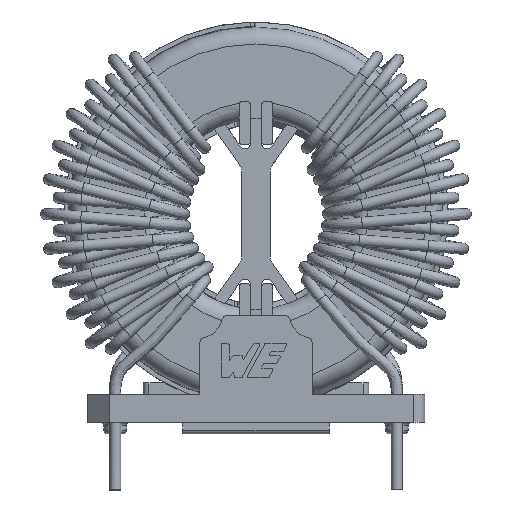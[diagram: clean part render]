
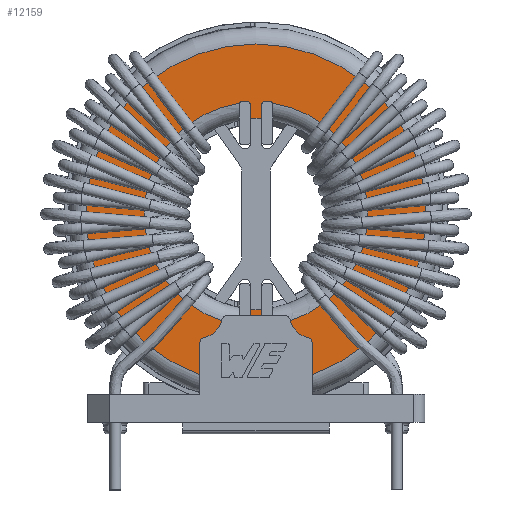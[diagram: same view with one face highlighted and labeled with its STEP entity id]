
A CAD part, left-side view. The second image highlights one B-rep face of the part: STEP entity #12159.
In plain terms, the highlighted face is planar.
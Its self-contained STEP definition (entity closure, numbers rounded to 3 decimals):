
#238=LINE('',#28562,#754);
#248=LINE('',#28600,#764);
#254=LINE('',#28621,#770);
#259=LINE('',#28646,#775);
#299=LINE('',#28850,#815);
#302=LINE('',#28858,#818);
#303=LINE('',#28863,#819);
#309=LINE('',#28873,#825);
#311=LINE('',#28876,#827);
#313=LINE('',#28882,#829);
#754=VECTOR('',#14896,1000.);
#764=VECTOR('',#14924,1000.);
#770=VECTOR('',#14944,1000.);
#775=VECTOR('',#14963,1000.);
#815=VECTOR('',#15087,1000.);
#818=VECTOR('',#15094,1000.);
#819=VECTOR('',#15099,1000.);
#825=VECTOR('',#15109,1000.);
#827=VECTOR('',#15113,1000.);
#829=VECTOR('',#15121,1000.);
#3483=ORIENTED_EDGE('',*,*,#4985,.F.);
#3484=ORIENTED_EDGE('',*,*,#4889,.T.);
#3485=ORIENTED_EDGE('',*,*,#4887,.F.);
#3486=ORIENTED_EDGE('',*,*,#4882,.T.);
#3487=ORIENTED_EDGE('',*,*,#4996,.T.);
#3488=ORIENTED_EDGE('',*,*,#4990,.T.);
#3489=ORIENTED_EDGE('',*,*,#4988,.F.);
#3490=ORIENTED_EDGE('',*,*,#4986,.T.);
#3491=ORIENTED_EDGE('',*,*,#4983,.F.);
#3492=ORIENTED_EDGE('',*,*,#4871,.T.);
#3493=ORIENTED_EDGE('',*,*,#4971,.F.);
#3494=ORIENTED_EDGE('',*,*,#4903,.T.);
#3495=ORIENTED_EDGE('',*,*,#4907,.F.);
#3496=ORIENTED_EDGE('',*,*,#4911,.T.);
#3497=ORIENTED_EDGE('',*,*,#4916,.T.);
#3498=ORIENTED_EDGE('',*,*,#4899,.T.);
#3499=ORIENTED_EDGE('',*,*,#4897,.F.);
#3500=ORIENTED_EDGE('',*,*,#4892,.T.);
#3501=ORIENTED_EDGE('',*,*,#4975,.F.);
#3502=ORIENTED_EDGE('',*,*,#4977,.T.);
#3503=ORIENTED_EDGE('',*,*,#5053,.T.);
#4871=EDGE_CURVE('',#5968,#5966,#238,.T.);
#4882=EDGE_CURVE('',#5978,#5976,#6604,.T.);
#4887=EDGE_CURVE('',#5978,#5982,#248,.T.);
#4889=EDGE_CURVE('',#5983,#5982,#6606,.T.);
#4892=EDGE_CURVE('',#5985,#5986,#6608,.T.);
#4897=EDGE_CURVE('',#5985,#5990,#254,.T.);
#4899=EDGE_CURVE('',#5991,#5990,#6610,.T.);
#4903=EDGE_CURVE('',#5994,#5995,#6612,.T.);
#4907=EDGE_CURVE('',#5998,#5995,#259,.T.);
#4911=EDGE_CURVE('',#5998,#6000,#6614,.T.);
#4916=EDGE_CURVE('',#6000,#5991,#6617,.T.);
#4971=EDGE_CURVE('',#5994,#5966,#299,.T.);
#4975=EDGE_CURVE('',#6041,#5986,#302,.T.);
#4977=EDGE_CURVE('',#6041,#6042,#303,.T.);
#4983=EDGE_CURVE('',#5968,#6045,#309,.T.);
#4985=EDGE_CURVE('',#5983,#6042,#311,.T.);
#4986=EDGE_CURVE('',#6046,#6045,#6637,.T.);
#4988=EDGE_CURVE('',#6046,#6047,#313,.T.);
#4990=EDGE_CURVE('',#6048,#6047,#6638,.T.);
#4996=EDGE_CURVE('',#5976,#6048,#6640,.T.);
#5053=EDGE_CURVE('',#6087,#6087,#6667,.T.);
#5966=VERTEX_POINT('',#28560);
#5968=VERTEX_POINT('',#28563);
#5976=VERTEX_POINT('',#28588);
#5978=VERTEX_POINT('',#28591);
#5982=VERTEX_POINT('',#28601);
#5983=VERTEX_POINT('',#28605);
#5985=VERTEX_POINT('',#28611);
#5986=VERTEX_POINT('',#28612);
#5990=VERTEX_POINT('',#28622);
#5991=VERTEX_POINT('',#28626);
#5994=VERTEX_POINT('',#28638);
#5995=VERTEX_POINT('',#28639);
#5998=VERTEX_POINT('',#28647);
#6000=VERTEX_POINT('',#28657);
#6041=VERTEX_POINT('',#28857);
#6042=VERTEX_POINT('',#28861);
#6045=VERTEX_POINT('',#28871);
#6046=VERTEX_POINT('',#28879);
#6047=VERTEX_POINT('',#28883);
#6048=VERTEX_POINT('',#28887);
#6087=VERTEX_POINT('',#29339);
#6604=CIRCLE('',#12982,0.3);
#6606=CIRCLE('',#12986,0.3);
#6608=CIRCLE('',#12989,0.3);
#6610=CIRCLE('',#12993,0.3);
#6612=CIRCLE('',#12996,0.3);
#6614=CIRCLE('',#13000,0.3);
#6617=CIRCLE('',#13004,9.95);
#6637=CIRCLE('',#13049,0.3);
#6638=CIRCLE('',#13052,0.3);
#6640=CIRCLE('',#13055,9.95);
#6667=CIRCLE('',#13112,15.1);
#7702=EDGE_LOOP('',(#3483,#3484,#3485,#3486,#3487,#3488,#3489,#3490,#3491,
#3492,#3493,#3494,#3495,#3496,#3497,#3498,#3499,#3500,#3501,#3502));
#7703=EDGE_LOOP('',(#3503));
#8776=FACE_BOUND('',#7702,.T.);
#8777=FACE_BOUND('',#7703,.T.);
#9035=PLANE('',#13113);
#12159=ADVANCED_FACE('',(#8776,#8777),#9035,.F.);
#12982=AXIS2_PLACEMENT_3D('',#28590,#14915,#14916);
#12986=AXIS2_PLACEMENT_3D('',#28604,#14928,#14929);
#12989=AXIS2_PLACEMENT_3D('',#28610,#14935,#14936);
#12993=AXIS2_PLACEMENT_3D('',#28625,#14948,#14949);
#12996=AXIS2_PLACEMENT_3D('',#28637,#14955,#14956);
#13000=AXIS2_PLACEMENT_3D('',#28659,#14968,#14969);
#13004=AXIS2_PLACEMENT_3D('',#28705,#14977,#14978);
#13049=AXIS2_PLACEMENT_3D('',#28878,#15116,#15117);
#13052=AXIS2_PLACEMENT_3D('',#28886,#15125,#15126);
#13055=AXIS2_PLACEMENT_3D('',#28975,#15132,#15133);
#13112=AXIS2_PLACEMENT_3D('',#29338,#15266,#15267);
#13113=AXIS2_PLACEMENT_3D('',#29340,#15268,#15269);
#14896=DIRECTION('',(-1.,0.,0.));
#14915=DIRECTION('',(0.,0.,-1.));
#14916=DIRECTION('',(0.,1.,0.));
#14924=DIRECTION('',(-1.,0.,0.));
#14928=DIRECTION('',(0.,0.,-1.));
#14929=DIRECTION('',(-1.,0.,0.));
#14935=DIRECTION('',(0.,0.,-1.));
#14936=DIRECTION('',(0.,1.,0.));
#14944=DIRECTION('',(-1.,0.,0.));
#14948=DIRECTION('',(0.,0.,-1.));
#14949=DIRECTION('',(-0.882,0.472,0.));
#14955=DIRECTION('',(0.,0.,-1.));
#14956=DIRECTION('',(1.,0.,0.));
#14963=DIRECTION('',(1.,0.,0.));
#14968=DIRECTION('',(0.,0.,-1.));
#14969=DIRECTION('',(0.,-1.,0.));
#14977=DIRECTION('',(0.,0.,-1.));
#14978=DIRECTION('',(-0.147,-0.989,0.));
#15087=DIRECTION('',(0.,1.,0.));
#15094=DIRECTION('',(0.,1.,0.));
#15099=DIRECTION('',(1.,0.,0.));
#15109=DIRECTION('',(0.,-1.,0.));
#15113=DIRECTION('',(0.,-1.,0.));
#15116=DIRECTION('',(0.,0.,-1.));
#15117=DIRECTION('',(0.,-1.,0.));
#15121=DIRECTION('',(1.,0.,0.));
#15125=DIRECTION('',(0.,0.,-1.));
#15126=DIRECTION('',(0.882,-0.472,0.));
#15132=DIRECTION('',(0.,0.,-1.));
#15133=DIRECTION('',(0.147,0.989,0.));
#15266=DIRECTION('',(0.,0.,1.));
#15267=DIRECTION('',(0.,1.,0.));
#15268=DIRECTION('',(0.,0.,-1.));
#15269=DIRECTION('',(0.,-1.,0.));
#28560=CARTESIAN_POINT('',(-0.5,10.7,7.5));
#28562=CARTESIAN_POINT('',(0.5,10.7,7.5));
#28563=CARTESIAN_POINT('',(0.5,10.7,7.5));
#28588=CARTESIAN_POINT('',(1.464,28.342,7.5));
#28590=CARTESIAN_POINT('',(1.2,28.2,7.5));
#28591=CARTESIAN_POINT('',(1.2,28.5,7.5));
#28600=CARTESIAN_POINT('',(1.2,28.5,7.5));
#28601=CARTESIAN_POINT('',(0.8,28.5,7.5));
#28604=CARTESIAN_POINT('',(0.8,28.2,7.5));
#28605=CARTESIAN_POINT('',(0.5,28.2,7.5));
#28610=CARTESIAN_POINT('',(-0.8,28.2,7.5));
#28611=CARTESIAN_POINT('',(-0.8,28.5,7.5));
#28612=CARTESIAN_POINT('',(-0.5,28.2,7.5));
#28621=CARTESIAN_POINT('',(-0.8,28.5,7.5));
#28622=CARTESIAN_POINT('',(-1.2,28.5,7.5));
#28625=CARTESIAN_POINT('',(-1.2,28.2,7.5));
#28626=CARTESIAN_POINT('',(-1.464,28.342,7.5));
#28637=CARTESIAN_POINT('',(-0.8,8.8,7.5));
#28638=CARTESIAN_POINT('',(-0.5,8.8,7.5));
#28639=CARTESIAN_POINT('',(-0.8,8.5,7.5));
#28646=CARTESIAN_POINT('',(-1.2,8.5,7.5));
#28647=CARTESIAN_POINT('',(-1.2,8.5,7.5));
#28657=CARTESIAN_POINT('',(-1.464,8.658,7.5));
#28659=CARTESIAN_POINT('',(-1.2,8.8,7.5));
#28705=CARTESIAN_POINT('',(0.,18.5,7.5));
#28850=CARTESIAN_POINT('',(-0.5,8.8,7.5));
#28857=CARTESIAN_POINT('',(-0.5,26.3,7.5));
#28858=CARTESIAN_POINT('',(-0.5,26.3,7.5));
#28861=CARTESIAN_POINT('',(0.5,26.3,7.5));
#28863=CARTESIAN_POINT('',(-0.5,26.3,7.5));
#28871=CARTESIAN_POINT('',(0.5,8.8,7.5));
#28873=CARTESIAN_POINT('',(0.5,10.7,7.5));
#28876=CARTESIAN_POINT('',(0.5,28.2,7.5));
#28878=CARTESIAN_POINT('',(0.8,8.8,7.5));
#28879=CARTESIAN_POINT('',(0.8,8.5,7.5));
#28882=CARTESIAN_POINT('',(0.8,8.5,7.5));
#28883=CARTESIAN_POINT('',(1.2,8.5,7.5));
#28886=CARTESIAN_POINT('',(1.2,8.8,7.5));
#28887=CARTESIAN_POINT('',(1.464,8.658,7.5));
#28975=CARTESIAN_POINT('',(0.,18.5,7.5));
#29338=CARTESIAN_POINT('',(0.,18.5,7.5));
#29339=CARTESIAN_POINT('',(0.,33.6,7.5));
#29340=CARTESIAN_POINT('',(0.,18.5,7.5));
